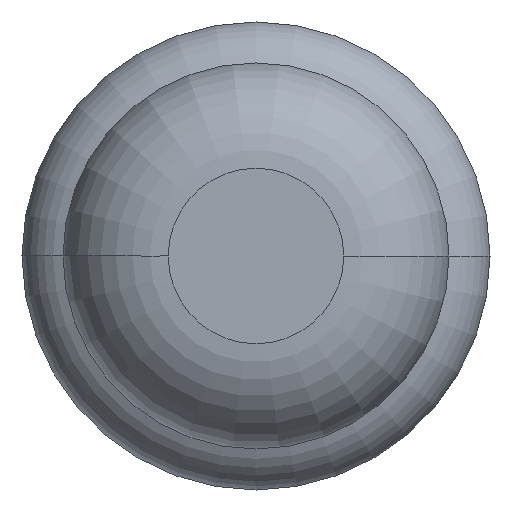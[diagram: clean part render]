
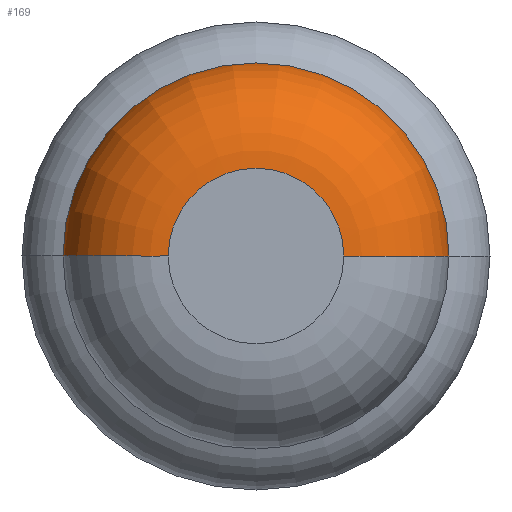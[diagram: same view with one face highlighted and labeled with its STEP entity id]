
A CAD part, front view. The second image highlights one B-rep face of the part: STEP entity #169.
In plain terms, the highlighted toroidal (fillet/blend) face has major radius 0.375 mm and minor radius 0.45 mm.
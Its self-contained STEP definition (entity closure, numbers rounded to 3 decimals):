
#66 = CARTESIAN_POINT ( 'NONE',  ( -0.375, -32., 0. ) ) ;
#169 = ADVANCED_FACE ( 'Defeature ausgef�hrt1_8', ( #2747 ), #875, .T. ) ;
#200 = EDGE_CURVE ( 'Defeature ausgef�hrt1_8+Defeature ausgef�hrt1_9+Defeature ausgef�hrt1_9+Defeature ausgef�hrt1_9', #1123, #704, #1590, .T. ) ;
#663 = DIRECTION ( 'NONE',  ( 0., -1., 0. ) ) ;
#704 = VERTEX_POINT ( 'NONE', #1678 ) ;
#867 = CIRCLE ( 'NONE', #1513, 0.375 ) ;
#875 = TOROIDAL_SURFACE ( 'NONE', #2158, 0.375, 0.45 ) ;
#923 = VERTEX_POINT ( 'NONE', #3912 ) ;
#978 = EDGE_CURVE ( 'Defeature ausgef�hrt1_7+Defeature ausgef�hrt1_8+Defeature ausgef�hrt1_8+Defeature ausgef�hrt1_8', #923, #1706, #867, .T. ) ;
#991 = CARTESIAN_POINT ( 'NONE',  ( 0., -31.55, 0. ) ) ;
#1002 = ORIENTED_EDGE ( 'NONE', *, *, #978, .F. ) ;
#1123 = VERTEX_POINT ( 'NONE', #3001 ) ;
#1159 = EDGE_CURVE ( 'NONE', #1123, #923, #1529, .T. ) ;
#1310 = ORIENTED_EDGE ( 'NONE', *, *, #2804, .T. ) ;
#1364 = DIRECTION ( 'NONE',  ( 1., 0., 0. ) ) ;
#1436 = DIRECTION ( 'NONE',  ( 1., 0., 0. ) ) ;
#1513 = AXIS2_PLACEMENT_3D ( 'NONE', #2813, #2857, #1436 ) ;
#1529 = CIRCLE ( 'NONE', #2238, 0.45 ) ;
#1590 = CIRCLE ( 'NONE', #2615, 0.825 ) ;
#1678 = CARTESIAN_POINT ( 'NONE',  ( -0.825, -31.55, 0. ) ) ;
#1706 = VERTEX_POINT ( 'NONE', #66 ) ;
#1935 = ORIENTED_EDGE ( 'NONE', *, *, #200, .T. ) ;
#2002 = AXIS2_PLACEMENT_3D ( 'NONE', #4346, #3958, #2612 ) ;
#2013 = CARTESIAN_POINT ( 'NONE',  ( 0.375, -31.55, 0. ) ) ;
#2158 = AXIS2_PLACEMENT_3D ( 'NONE', #991, #663, #1364 ) ;
#2238 = AXIS2_PLACEMENT_3D ( 'NONE', #2013, #4488, #3726 ) ;
#2269 = DIRECTION ( 'NONE',  ( 0., -1., 0. ) ) ;
#2612 = DIRECTION ( 'NONE',  ( 1., 0., 0. ) ) ;
#2615 = AXIS2_PLACEMENT_3D ( 'NONE', #4525, #2269, #3739 ) ;
#2747 = FACE_OUTER_BOUND ( 'NONE', #2908, .T. ) ;
#2804 = EDGE_CURVE ( 'NONE', #704, #1706, #2983, .T. ) ;
#2813 = CARTESIAN_POINT ( 'NONE',  ( 0., -32., 0. ) ) ;
#2857 = DIRECTION ( 'NONE',  ( 0., -1., 0. ) ) ;
#2908 = EDGE_LOOP ( 'NONE', ( #1935, #1310, #1002, #4043 ) ) ;
#2983 = CIRCLE ( 'NONE', #2002, 0.45 ) ;
#3001 = CARTESIAN_POINT ( 'NONE',  ( 0.825, -31.55, 0. ) ) ;
#3726 = DIRECTION ( 'NONE',  ( -1., 0., 0. ) ) ;
#3739 = DIRECTION ( 'NONE',  ( 1., 0., 0. ) ) ;
#3912 = CARTESIAN_POINT ( 'NONE',  ( 0.375, -32., 0. ) ) ;
#3958 = DIRECTION ( 'NONE',  ( 0., 0., 1. ) ) ;
#4043 = ORIENTED_EDGE ( 'NONE', *, *, #1159, .F. ) ;
#4346 = CARTESIAN_POINT ( 'NONE',  ( -0.375, -31.55, 0. ) ) ;
#4488 = DIRECTION ( 'NONE',  ( 0., 0., -1. ) ) ;
#4525 = CARTESIAN_POINT ( 'NONE',  ( 0., -31.55, 0. ) ) ;
